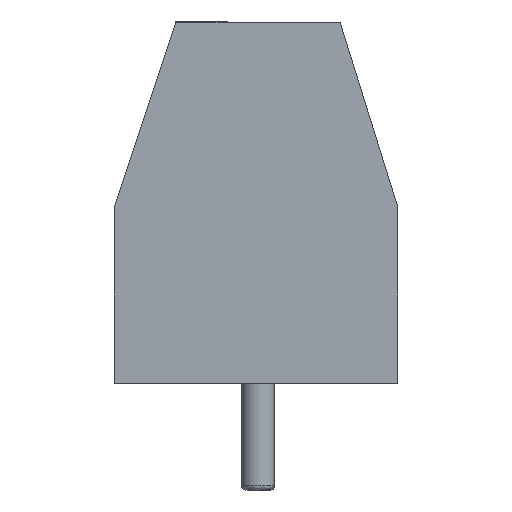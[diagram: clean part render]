
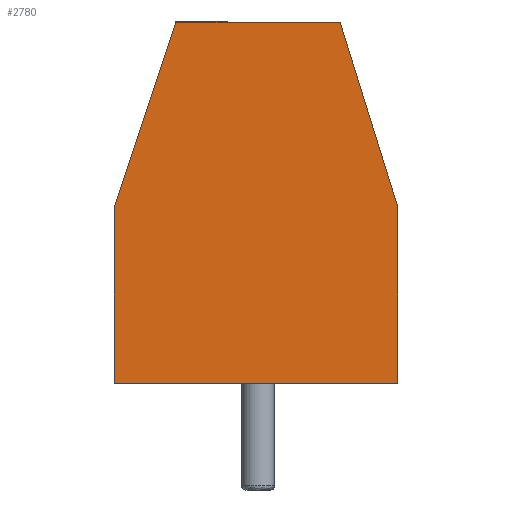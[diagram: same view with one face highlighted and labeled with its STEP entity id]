
A CAD part, front view. The second image highlights one B-rep face of the part: STEP entity #2780.
In plain terms, the highlighted face is planar.
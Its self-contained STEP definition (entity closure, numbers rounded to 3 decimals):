
#83 = EDGE_CURVE ( 'NONE', #4684, #3279, #4291, .T. ) ;
#179 = DIRECTION ( 'NONE',  ( 0., -1., 0. ) ) ;
#222 = EDGE_CURVE ( 'NONE', #1712, #4684, #371, .T. ) ;
#276 = ORIENTED_EDGE ( 'NONE', *, *, #4003, .T. ) ;
#282 = VECTOR ( 'NONE', #1579, 1000. ) ;
#371 = LINE ( 'NONE', #5475, #5393 ) ;
#585 = ORIENTED_EDGE ( 'NONE', *, *, #4142, .T. ) ;
#766 = CARTESIAN_POINT ( 'NONE',  ( -1.75, 0., -3.5 ) ) ;
#773 = CARTESIAN_POINT ( 'NONE',  ( -1.75, 0., 0. ) ) ;
#796 = VERTEX_POINT ( 'NONE', #3591 ) ;
#815 = CARTESIAN_POINT ( 'NONE',  ( -1.75, 0., 3.4 ) ) ;
#915 = CARTESIAN_POINT ( 'NONE',  ( -1.75, 8.8, -2. ) ) ;
#940 = DIRECTION ( 'NONE',  ( 0., 0., -1. ) ) ;
#1141 = DIRECTION ( 'NONE',  ( 0., 0., -1. ) ) ;
#1250 = LINE ( 'NONE', #773, #4160 ) ;
#1579 = DIRECTION ( 'NONE',  ( 0., 0.955, -0.297 ) ) ;
#1712 = VERTEX_POINT ( 'NONE', #2590 ) ;
#1749 = CARTESIAN_POINT ( 'NONE',  ( -1.75, 4.3, -3.5 ) ) ;
#1755 = VECTOR ( 'NONE', #179, 1000. ) ;
#2265 = EDGE_LOOP ( 'NONE', ( #2852, #3265, #5318, #3295, #276, #585 ) ) ;
#2273 = EDGE_CURVE ( 'NONE', #3279, #2866, #1250, .T. ) ;
#2590 = CARTESIAN_POINT ( 'NONE',  ( -1.75, 8.8, -2. ) ) ;
#2616 = DIRECTION ( 'NONE',  ( 0., -1., 0. ) ) ;
#2780 = ADVANCED_FACE ( 'NONE', ( #3948 ), #3554, .F. ) ;
#2833 = CARTESIAN_POINT ( 'NONE',  ( -1.75, 0., 0. ) ) ;
#2852 = ORIENTED_EDGE ( 'NONE', *, *, #222, .T. ) ;
#2866 = VERTEX_POINT ( 'NONE', #815 ) ;
#2876 = VECTOR ( 'NONE', #940, 1000. ) ;
#3115 = AXIS2_PLACEMENT_3D ( 'NONE', #2833, #3175, #1141 ) ;
#3175 = DIRECTION ( 'NONE',  ( 1., 0., 0. ) ) ;
#3265 = ORIENTED_EDGE ( 'NONE', *, *, #83, .T. ) ;
#3279 = VERTEX_POINT ( 'NONE', #766 ) ;
#3295 = ORIENTED_EDGE ( 'NONE', *, *, #5402, .F. ) ;
#3359 = LINE ( 'NONE', #5057, #3664 ) ;
#3374 = CARTESIAN_POINT ( 'NONE',  ( -1.75, 4.3, 3.4 ) ) ;
#3543 = LINE ( 'NONE', #915, #2876 ) ;
#3554 = PLANE ( 'NONE',  #3115 ) ;
#3591 = CARTESIAN_POINT ( 'NONE',  ( -1.75, 8.8, 2. ) ) ;
#3664 = VECTOR ( 'NONE', #2616, 1000. ) ;
#3677 = DIRECTION ( 'NONE',  ( 0., 0., 1. ) ) ;
#3948 = FACE_OUTER_BOUND ( 'NONE', #2265, .T. ) ;
#4003 = EDGE_CURVE ( 'NONE', #4045, #796, #4053, .T. ) ;
#4045 = VERTEX_POINT ( 'NONE', #3374 ) ;
#4053 = LINE ( 'NONE', #4941, #282 ) ;
#4142 = EDGE_CURVE ( 'NONE', #796, #1712, #3543, .T. ) ;
#4160 = VECTOR ( 'NONE', #3677, 1000. ) ;
#4291 = LINE ( 'NONE', #5090, #1755 ) ;
#4684 = VERTEX_POINT ( 'NONE', #1749 ) ;
#4941 = CARTESIAN_POINT ( 'NONE',  ( -1.75, 8.8, 2. ) ) ;
#5057 = CARTESIAN_POINT ( 'NONE',  ( -1.75, 0., 3.4 ) ) ;
#5077 = DIRECTION ( 'NONE',  ( 0., -0.949, -0.316 ) ) ;
#5090 = CARTESIAN_POINT ( 'NONE',  ( -1.75, 0., -3.5 ) ) ;
#5318 = ORIENTED_EDGE ( 'NONE', *, *, #2273, .T. ) ;
#5393 = VECTOR ( 'NONE', #5077, 1000. ) ;
#5402 = EDGE_CURVE ( 'NONE', #4045, #2866, #3359, .T. ) ;
#5475 = CARTESIAN_POINT ( 'NONE',  ( -1.75, 4.3, -3.5 ) ) ;
